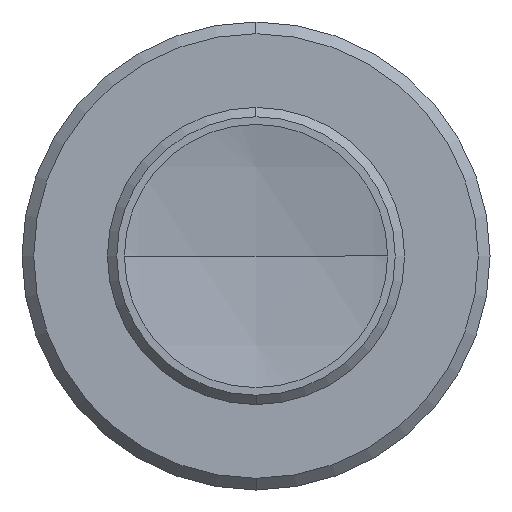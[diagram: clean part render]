
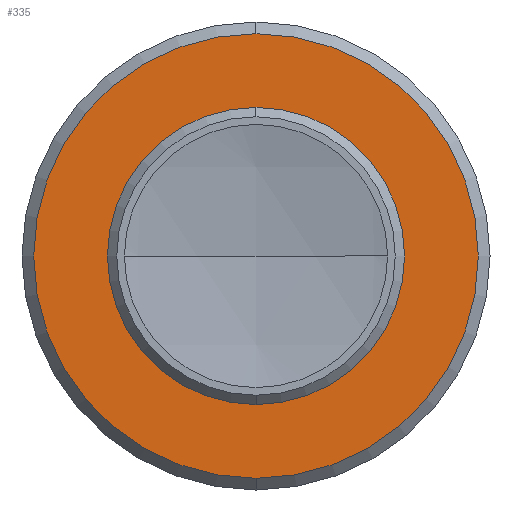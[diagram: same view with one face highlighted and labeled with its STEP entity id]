
A CAD part, left-side view. The second image highlights one B-rep face of the part: STEP entity #335.
In plain terms, the highlighted planar face has unit normal (-1, 0, 0).
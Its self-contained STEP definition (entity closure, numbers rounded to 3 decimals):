
#58 = ORIENTED_EDGE ( 'NONE', *, *, #276, .T. ) ;
#139 = DIRECTION ( 'NONE',  ( 0., 0., -1. ) ) ;
#201 = EDGE_CURVE ( 'NONE', #398, #380, #1950, .T. ) ;
#250 = EDGE_LOOP ( 'NONE', ( #58, #634 ) ) ;
#276 = EDGE_CURVE ( 'NONE', #1326, #1747, #1811, .T. ) ;
#335 = ADVANCED_FACE ( 'NONE', ( #1845, #733 ), #2093, .T. ) ;
#375 = CARTESIAN_POINT ( 'NONE',  ( 17.52, 0., -19. ) ) ;
#380 = VERTEX_POINT ( 'NONE', #1872 ) ;
#396 = EDGE_LOOP ( 'NONE', ( #1074, #2492 ) ) ;
#398 = VERTEX_POINT ( 'NONE', #1777 ) ;
#634 = ORIENTED_EDGE ( 'NONE', *, *, #2559, .T. ) ;
#664 = CIRCLE ( 'NONE', #2362, 19. ) ;
#733 = FACE_BOUND ( 'NONE', #396, .T. ) ;
#1043 = DIRECTION ( 'NONE',  ( 1., 0., 0. ) ) ;
#1074 = ORIENTED_EDGE ( 'NONE', *, *, #201, .T. ) ;
#1101 = AXIS2_PLACEMENT_3D ( 'NONE', #1405, #2448, #139 ) ;
#1283 = DIRECTION ( 'NONE',  ( -1., 0., 0. ) ) ;
#1326 = VERTEX_POINT ( 'NONE', #375 ) ;
#1405 = CARTESIAN_POINT ( 'NONE',  ( 17.52, 0., 0. ) ) ;
#1675 = AXIS2_PLACEMENT_3D ( 'NONE', #2288, #1043, #2499 ) ;
#1747 = VERTEX_POINT ( 'NONE', #2004 ) ;
#1777 = CARTESIAN_POINT ( 'NONE',  ( 17.52, 0., -12. ) ) ;
#1811 = CIRCLE ( 'NONE', #2076, 19. ) ;
#1845 = FACE_OUTER_BOUND ( 'NONE', #250, .T. ) ;
#1872 = CARTESIAN_POINT ( 'NONE',  ( 17.52, 0., 12. ) ) ;
#1926 = CIRCLE ( 'NONE', #1675, 12. ) ;
#1950 = CIRCLE ( 'NONE', #1101, 12. ) ;
#1986 = DIRECTION ( 'NONE',  ( 0., 0., 1. ) ) ;
#2003 = DIRECTION ( 'NONE',  ( -1., 0., 0. ) ) ;
#2004 = CARTESIAN_POINT ( 'NONE',  ( 17.52, 0., 19. ) ) ;
#2012 = CARTESIAN_POINT ( 'NONE',  ( 17.52, 12., 0. ) ) ;
#2076 = AXIS2_PLACEMENT_3D ( 'NONE', #2532, #2526, #2517 ) ;
#2093 = PLANE ( 'NONE',  #2167 ) ;
#2167 = AXIS2_PLACEMENT_3D ( 'NONE', #2012, #2003, #1986 ) ;
#2288 = CARTESIAN_POINT ( 'NONE',  ( 17.52, 0., 0. ) ) ;
#2362 = AXIS2_PLACEMENT_3D ( 'NONE', #2512, #1283, #2717 ) ;
#2448 = DIRECTION ( 'NONE',  ( 1., 0., 0. ) ) ;
#2459 = EDGE_CURVE ( 'NONE', #380, #398, #1926, .T. ) ;
#2492 = ORIENTED_EDGE ( 'NONE', *, *, #2459, .T. ) ;
#2499 = DIRECTION ( 'NONE',  ( 0., 0., -1. ) ) ;
#2512 = CARTESIAN_POINT ( 'NONE',  ( 17.52, 0., 0. ) ) ;
#2517 = DIRECTION ( 'NONE',  ( 0., 0., 1. ) ) ;
#2526 = DIRECTION ( 'NONE',  ( -1., 0., 0. ) ) ;
#2532 = CARTESIAN_POINT ( 'NONE',  ( 17.52, 0., 0. ) ) ;
#2559 = EDGE_CURVE ( 'NONE', #1747, #1326, #664, .T. ) ;
#2717 = DIRECTION ( 'NONE',  ( 0., 0., 1. ) ) ;
